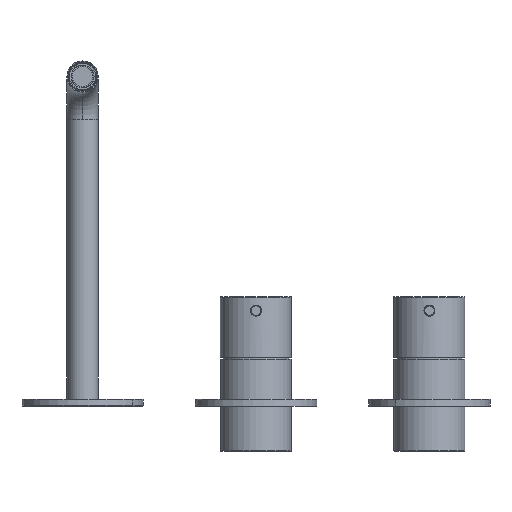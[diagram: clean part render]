
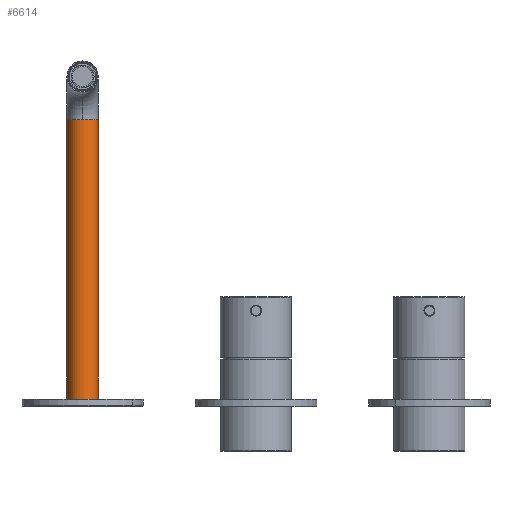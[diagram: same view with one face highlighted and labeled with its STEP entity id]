
A CAD part, front view. The second image highlights one B-rep face of the part: STEP entity #6614.
In plain terms, the highlighted cylindrical face has radius 9 mm (diameter 18 mm), a partial arc.
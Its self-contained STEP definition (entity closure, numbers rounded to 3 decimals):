
#234 = VERTEX_POINT ( 'NONE', #3645 ) ;
#254 = CYLINDRICAL_SURFACE ( 'NONE', #7992, 9. ) ;
#307 = FACE_OUTER_BOUND ( 'NONE', #437, .T. ) ;
#437 = EDGE_LOOP ( 'NONE', ( #4632, #6685, #758, #871, #5095 ) ) ;
#548 = DIRECTION ( 'NONE',  ( 1., 0., 0. ) ) ;
#574 = DIRECTION ( 'NONE',  ( 1., 0., 0. ) ) ;
#758 = ORIENTED_EDGE ( 'NONE', *, *, #4568, .T. ) ;
#834 = VERTEX_POINT ( 'NONE', #8815 ) ;
#871 = ORIENTED_EDGE ( 'NONE', *, *, #3523, .F. ) ;
#985 = LINE ( 'NONE', #5281, #3274 ) ;
#1111 = VERTEX_POINT ( 'NONE', #3423 ) ;
#1583 = DIRECTION ( 'NONE',  ( 1., 0., 0. ) ) ;
#1672 = DIRECTION ( 'NONE',  ( 1., 0., 0. ) ) ;
#1692 = CARTESIAN_POINT ( 'NONE',  ( 165., 0., 9. ) ) ;
#2012 = CARTESIAN_POINT ( 'NONE',  ( 165., 0., 0. ) ) ;
#2380 = CARTESIAN_POINT ( 'NONE',  ( 165., 0., 0. ) ) ;
#2390 = DIRECTION ( 'NONE',  ( 1., 0., 0. ) ) ;
#2675 = CIRCLE ( 'NONE', #5347, 9. ) ;
#2681 = AXIS2_PLACEMENT_3D ( 'NONE', #2012, #548, #4114 ) ;
#3274 = VECTOR ( 'NONE', #1672, 1000. ) ;
#3423 = CARTESIAN_POINT ( 'NONE',  ( 0., 0., 9. ) ) ;
#3427 = DIRECTION ( 'NONE',  ( 0., 0., -1. ) ) ;
#3512 = CARTESIAN_POINT ( 'NONE',  ( 0., 0., 0. ) ) ;
#3523 = EDGE_CURVE ( 'NONE', #8833, #834, #4575, .T. ) ;
#3645 = CARTESIAN_POINT ( 'NONE',  ( 0., 0., -9. ) ) ;
#4114 = DIRECTION ( 'NONE',  ( 0., 0., -1. ) ) ;
#4158 = EDGE_CURVE ( 'NONE', #1111, #234, #2675, .T. ) ;
#4229 = EDGE_CURVE ( 'NONE', #4894, #8833, #4618, .T. ) ;
#4431 = DIRECTION ( 'NONE',  ( 0., 0., -1. ) ) ;
#4514 = EDGE_CURVE ( 'NONE', #1111, #4894, #5986, .T. ) ;
#4568 = EDGE_CURVE ( 'NONE', #234, #834, #985, .T. ) ;
#4575 = CIRCLE ( 'NONE', #7680, 9. ) ;
#4618 = CIRCLE ( 'NONE', #2681, 9. ) ;
#4632 = ORIENTED_EDGE ( 'NONE', *, *, #4514, .F. ) ;
#4894 = VERTEX_POINT ( 'NONE', #1692 ) ;
#5095 = ORIENTED_EDGE ( 'NONE', *, *, #4229, .F. ) ;
#5281 = CARTESIAN_POINT ( 'NONE',  ( 0., 0., -9. ) ) ;
#5347 = AXIS2_PLACEMENT_3D ( 'NONE', #3512, #574, #3427 ) ;
#5931 = DIRECTION ( 'NONE',  ( 1., 0., 0. ) ) ;
#5986 = LINE ( 'NONE', #8688, #9044 ) ;
#6614 = ADVANCED_FACE ( 'NONE', ( #307 ), #254, .T. ) ;
#6685 = ORIENTED_EDGE ( 'NONE', *, *, #4158, .T. ) ;
#7320 = CARTESIAN_POINT ( 'NONE',  ( 0., 0., 0. ) ) ;
#7680 = AXIS2_PLACEMENT_3D ( 'NONE', #2380, #1583, #4431 ) ;
#7992 = AXIS2_PLACEMENT_3D ( 'NONE', #7320, #5931, #8093 ) ;
#8093 = DIRECTION ( 'NONE',  ( 0., 0., -1. ) ) ;
#8533 = CARTESIAN_POINT ( 'NONE',  ( 165., -9., 0. ) ) ;
#8688 = CARTESIAN_POINT ( 'NONE',  ( 0., 0., 9. ) ) ;
#8815 = CARTESIAN_POINT ( 'NONE',  ( 165., 0., -9. ) ) ;
#8833 = VERTEX_POINT ( 'NONE', #8533 ) ;
#9044 = VECTOR ( 'NONE', #2390, 1000. ) ;
